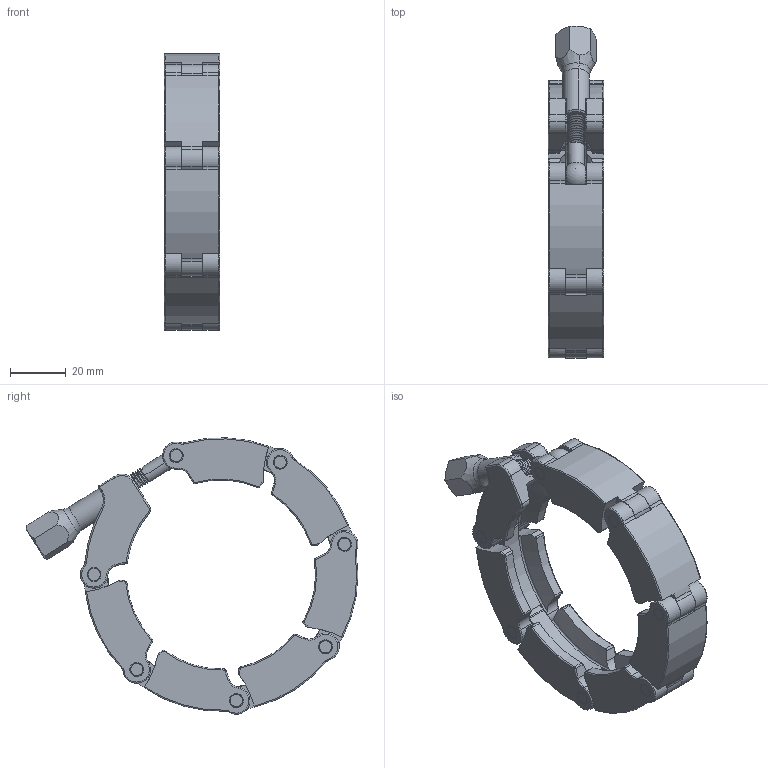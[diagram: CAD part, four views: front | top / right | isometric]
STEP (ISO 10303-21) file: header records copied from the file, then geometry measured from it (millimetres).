
FILE_DESCRIPTION (( 'STEP AP214' ), '1' );
FILE_NAME ('Hositrad_KF50-CT-A.STEP', '2020-05-15T09:27:39', ( '' ), ( '' ), 'SwSTEP 2.0', 'SolidWorks 2020', '' );
FILE_SCHEMA (( 'AUTOMOTIVE_DESIGN' ));
Length unit declared in the file: millimetre
Products named in the file (6): BoltM6; Hositrad_KF50-CT-A; Nut; KF50-Part_KF50; Pin; KF50-Part-end-2
Assembly tree (16 placements, depth 2):
  Hositrad_KF50-CT-A
    KF50-Part-end-2
    KF50-Part_KF50  x6
    Pin  x7
    BoltM6
    Nut
Bounding box: 20 x 119.45 x 99.48 mm (x, y, z)
Volume: 61536 mm3; surface area: 32150.9 mm2
Topology: 16 solids, 16 shells, 649 faces, 1672 edges, 1047 vertices
Faces by surface type: cylinder 341, torus 162, plane 75, cone 61, sphere 8, bspline 2
Entity records: 13474 total; most frequent: CARTESIAN_POINT 6289, ORIENTED_EDGE 1540, DIRECTION 1436, EDGE_CURVE 770, AXIS2_PLACEMENT_3D 602, VERTEX_POINT 484, EDGE_LOOP 310, ADVANCED_FACE 296
